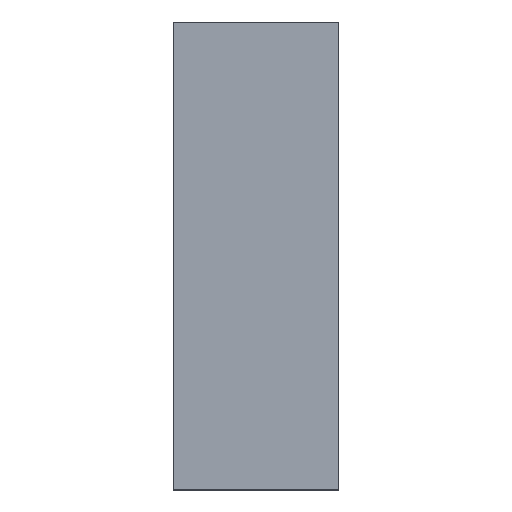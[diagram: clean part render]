
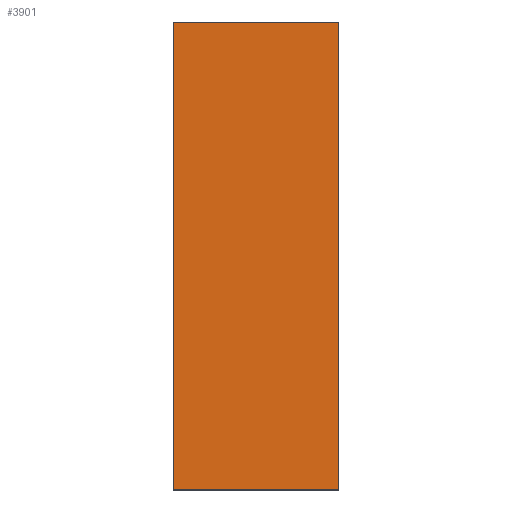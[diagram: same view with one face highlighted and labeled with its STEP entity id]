
A CAD part, left-side view. The second image highlights one B-rep face of the part: STEP entity #3901.
In plain terms, the highlighted planar face has unit normal (-1, 0, 0).
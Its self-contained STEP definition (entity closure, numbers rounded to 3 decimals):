
#403 = LINE ( 'NONE', #4642, #3164 ) ;
#814 = DIRECTION ( 'NONE',  ( 0., -1., 0. ) ) ;
#840 = LINE ( 'NONE', #4994, #6161 ) ;
#1054 = VERTEX_POINT ( 'NONE', #3780 ) ;
#1072 = CARTESIAN_POINT ( 'NONE',  ( -16.295, 9., 9.03 ) ) ;
#1097 = VECTOR ( 'NONE', #814, 1000. ) ;
#1425 = CARTESIAN_POINT ( 'NONE',  ( -16.295, -9., -16.37 ) ) ;
#1541 = DIRECTION ( 'NONE',  ( 0., 0., -1. ) ) ;
#1571 = DIRECTION ( 'NONE',  ( 0., 0., 1. ) ) ;
#1632 = VERTEX_POINT ( 'NONE', #2720 ) ;
#1828 = EDGE_CURVE ( 'NONE', #1632, #6344, #8077, .T. ) ;
#1842 = ORIENTED_EDGE ( 'NONE', *, *, #6490, .T. ) ;
#2392 = EDGE_LOOP ( 'NONE', ( #6745, #3973, #1842, #6509 ) ) ;
#2720 = CARTESIAN_POINT ( 'NONE',  ( -16.295, 0., 9.03 ) ) ;
#3164 = VECTOR ( 'NONE', #5923, 1000. ) ;
#3780 = CARTESIAN_POINT ( 'NONE',  ( -16.295, 0., -16.37 ) ) ;
#3850 = AXIS2_PLACEMENT_3D ( 'NONE', #7732, #7098, #1541 ) ;
#3901 = ADVANCED_FACE ( 'NONE', ( #7056 ), #5016, .F. ) ;
#3966 = EDGE_CURVE ( 'NONE', #1054, #6983, #7011, .T. ) ;
#3973 = ORIENTED_EDGE ( 'NONE', *, *, #3966, .T. ) ;
#4133 = EDGE_CURVE ( 'NONE', #1054, #1632, #840, .T. ) ;
#4255 = CARTESIAN_POINT ( 'NONE',  ( -16.295, 9., -16.37 ) ) ;
#4642 = CARTESIAN_POINT ( 'NONE',  ( -16.295, -9., -16.37 ) ) ;
#4644 = DIRECTION ( 'NONE',  ( 0., -1., 0. ) ) ;
#4994 = CARTESIAN_POINT ( 'NONE',  ( -16.295, 0., -16.37 ) ) ;
#5016 = PLANE ( 'NONE',  #3850 ) ;
#5268 = VECTOR ( 'NONE', #4644, 1000. ) ;
#5825 = CARTESIAN_POINT ( 'NONE',  ( -16.295, -9., 9.03 ) ) ;
#5923 = DIRECTION ( 'NONE',  ( 0., 0., 1. ) ) ;
#6161 = VECTOR ( 'NONE', #1571, 1000. ) ;
#6344 = VERTEX_POINT ( 'NONE', #5825 ) ;
#6490 = EDGE_CURVE ( 'NONE', #6983, #6344, #403, .T. ) ;
#6509 = ORIENTED_EDGE ( 'NONE', *, *, #1828, .F. ) ;
#6745 = ORIENTED_EDGE ( 'NONE', *, *, #4133, .F. ) ;
#6983 = VERTEX_POINT ( 'NONE', #1425 ) ;
#7011 = LINE ( 'NONE', #4255, #1097 ) ;
#7056 = FACE_OUTER_BOUND ( 'NONE', #2392, .T. ) ;
#7098 = DIRECTION ( 'NONE',  ( 1., 0., 0. ) ) ;
#7732 = CARTESIAN_POINT ( 'NONE',  ( -16.295, 9., -16.37 ) ) ;
#8077 = LINE ( 'NONE', #1072, #5268 ) ;
